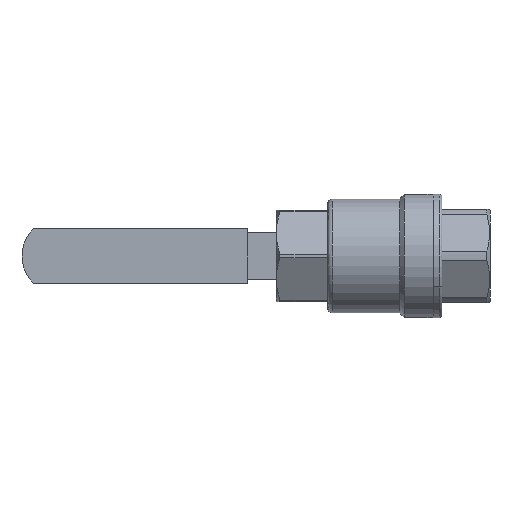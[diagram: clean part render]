
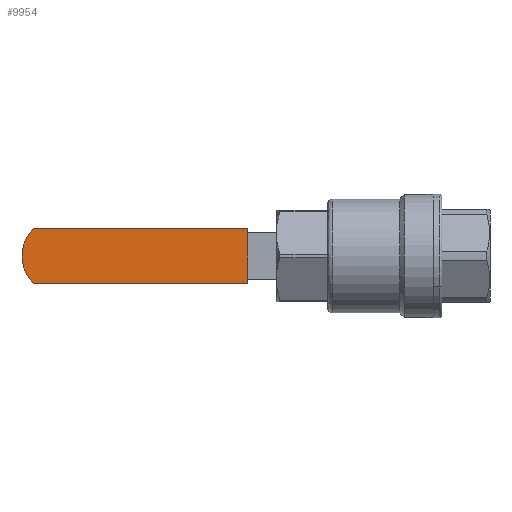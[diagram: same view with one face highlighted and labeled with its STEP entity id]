
A CAD part, front view. The second image highlights one B-rep face of the part: STEP entity #9954.
In plain terms, the highlighted planar face has unit normal (0, -1, 0).
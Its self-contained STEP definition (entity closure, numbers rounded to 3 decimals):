
#674 = CIRCLE ( 'NONE', #3544, 15.5 ) ;
#715 = VERTEX_POINT ( 'NONE', #17595 ) ;
#724 = DIRECTION ( 'NONE',  ( 0., 0., 1. ) ) ;
#1537 = EDGE_CURVE ( 'NONE', #715, #14063, #17722, .T. ) ;
#2277 = LINE ( 'NONE', #13181, #11162 ) ;
#2921 = CARTESIAN_POINT ( 'NONE',  ( 144., 31.5, 0. ) ) ;
#2988 = CARTESIAN_POINT ( 'NONE',  ( 154.92, 31.5, 11. ) ) ;
#3470 = AXIS2_PLACEMENT_3D ( 'NONE', #2921, #16245, #13326 ) ;
#3505 = VERTEX_POINT ( 'NONE', #18216 ) ;
#3544 = AXIS2_PLACEMENT_3D ( 'NONE', #10210, #16325, #724 ) ;
#4569 = EDGE_LOOP ( 'NONE', ( #10178, #16637, #17373, #15297 ) ) ;
#8826 = PLANE ( 'NONE',  #3470 ) ;
#9040 = EDGE_CURVE ( 'NONE', #14063, #15284, #16616, .T. ) ;
#9954 = ADVANCED_FACE ( 'NONE', ( #13421 ), #8826, .F. ) ;
#10178 = ORIENTED_EDGE ( 'NONE', *, *, #11020, .F. ) ;
#10195 = CARTESIAN_POINT ( 'NONE',  ( 68.5, 31.5, 11. ) ) ;
#10210 = CARTESIAN_POINT ( 'NONE',  ( 144., 31.5, 0. ) ) ;
#10356 = VECTOR ( 'NONE', #15646, 1000. ) ;
#11020 = EDGE_CURVE ( 'NONE', #3505, #715, #2277, .T. ) ;
#11162 = VECTOR ( 'NONE', #19292, 1000. ) ;
#11494 = CARTESIAN_POINT ( 'NONE',  ( 68.5, 31.5, -11. ) ) ;
#11754 = VECTOR ( 'NONE', #18307, 1000. ) ;
#13077 = EDGE_CURVE ( 'NONE', #15284, #3505, #674, .T. ) ;
#13181 = CARTESIAN_POINT ( 'NONE',  ( 68.5, 31.5, -11. ) ) ;
#13326 = DIRECTION ( 'NONE',  ( 0., 0., 1. ) ) ;
#13421 = FACE_OUTER_BOUND ( 'NONE', #4569, .T. ) ;
#14063 = VERTEX_POINT ( 'NONE', #10195 ) ;
#15284 = VERTEX_POINT ( 'NONE', #15747 ) ;
#15297 = ORIENTED_EDGE ( 'NONE', *, *, #1537, .F. ) ;
#15646 = DIRECTION ( 'NONE',  ( 0., 0., 1. ) ) ;
#15747 = CARTESIAN_POINT ( 'NONE',  ( 154.92, 31.5, 11. ) ) ;
#16245 = DIRECTION ( 'NONE',  ( 0., 1., 0. ) ) ;
#16325 = DIRECTION ( 'NONE',  ( 0., 1., 0. ) ) ;
#16616 = LINE ( 'NONE', #2988, #11754 ) ;
#16637 = ORIENTED_EDGE ( 'NONE', *, *, #13077, .F. ) ;
#17373 = ORIENTED_EDGE ( 'NONE', *, *, #9040, .F. ) ;
#17595 = CARTESIAN_POINT ( 'NONE',  ( 68.5, 31.5, -11. ) ) ;
#17722 = LINE ( 'NONE', #11494, #10356 ) ;
#18216 = CARTESIAN_POINT ( 'NONE',  ( 154.92, 31.5, -11. ) ) ;
#18307 = DIRECTION ( 'NONE',  ( 1., 0., 0. ) ) ;
#19292 = DIRECTION ( 'NONE',  ( -1., 0., 0. ) ) ;
